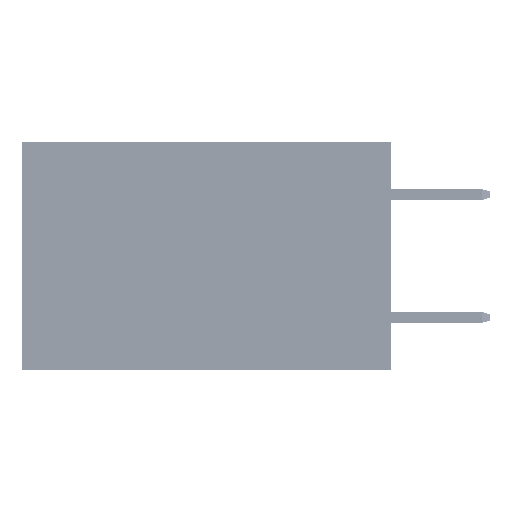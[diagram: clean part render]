
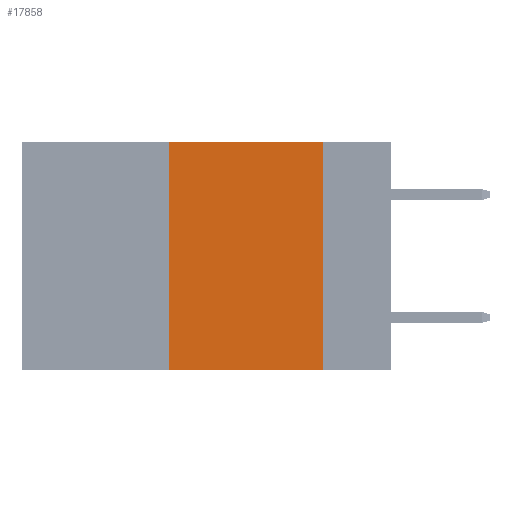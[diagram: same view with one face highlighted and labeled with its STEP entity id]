
A CAD part, left-side view. The second image highlights one B-rep face of the part: STEP entity #17858.
In plain terms, the highlighted planar face has unit normal (-1, 0, 0).
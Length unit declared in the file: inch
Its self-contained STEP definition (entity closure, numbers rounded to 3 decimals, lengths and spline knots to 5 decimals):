
#810 = ORIENTED_EDGE ( 'NONE', *, *, #22032, .F. ) ;
#1416 = VERTEX_POINT ( 'NONE', #27983 ) ;
#2035 = ORIENTED_EDGE ( 'NONE', *, *, #39032, .F. ) ;
#2256 = PLANE ( 'NONE',  #15681 ) ;
#6686 = CARTESIAN_POINT ( 'NONE',  ( 0., 0.6, 0. ) ) ;
#8618 = LINE ( 'NONE', #38844, #47380 ) ;
#10132 = DIRECTION ( 'NONE',  ( 1., 0., 0. ) ) ;
#10190 = DIRECTION ( 'NONE',  ( 0., 0., 1. ) ) ;
#10633 = VERTEX_POINT ( 'NONE', #31694 ) ;
#10645 = VECTOR ( 'NONE', #45388, 39.37008 ) ;
#15681 = AXIS2_PLACEMENT_3D ( 'NONE', #6686, #10132, #44528 ) ;
#17285 = FACE_OUTER_BOUND ( 'NONE', #22364, .T. ) ;
#17858 = ADVANCED_FACE ( 'NONE', ( #17285 ), #2256, .F. ) ;
#18177 = CARTESIAN_POINT ( 'NONE',  ( 0., 0.11, -0.37 ) ) ;
#19960 = ORIENTED_EDGE ( 'NONE', *, *, #22509, .T. ) ;
#21107 = VECTOR ( 'NONE', #43320, 39.37008 ) ;
#21136 = VERTEX_POINT ( 'NONE', #18177 ) ;
#21197 = CARTESIAN_POINT ( 'NONE',  ( 0., 0.6, -0.37 ) ) ;
#21910 = CARTESIAN_POINT ( 'NONE',  ( 0., 0.36, 0. ) ) ;
#22032 = EDGE_CURVE ( 'NONE', #1416, #29548, #32798, .T. ) ;
#22364 = EDGE_LOOP ( 'NONE', ( #2035, #41561, #810, #19960 ) ) ;
#22509 = EDGE_CURVE ( 'NONE', #1416, #21136, #36428, .T. ) ;
#27674 = LINE ( 'NONE', #46358, #10645 ) ;
#27983 = CARTESIAN_POINT ( 'NONE',  ( 0., 0.36, -0.37 ) ) ;
#29548 = VERTEX_POINT ( 'NONE', #21910 ) ;
#31694 = CARTESIAN_POINT ( 'NONE',  ( 0., 0.11, 0. ) ) ;
#32798 = LINE ( 'NONE', #43856, #45583 ) ;
#36428 = LINE ( 'NONE', #21197, #21107 ) ;
#38844 = CARTESIAN_POINT ( 'NONE',  ( 0., 0.11, 0. ) ) ;
#39032 = EDGE_CURVE ( 'NONE', #10633, #21136, #8618, .T. ) ;
#41260 = EDGE_CURVE ( 'NONE', #29548, #10633, #27674, .T. ) ;
#41561 = ORIENTED_EDGE ( 'NONE', *, *, #41260, .F. ) ;
#43320 = DIRECTION ( 'NONE',  ( 0., -1., 0. ) ) ;
#43856 = CARTESIAN_POINT ( 'NONE',  ( 0., 0.36, 0. ) ) ;
#44528 = DIRECTION ( 'NONE',  ( 0., 0., -1. ) ) ;
#45388 = DIRECTION ( 'NONE',  ( 0., -1., 0. ) ) ;
#45583 = VECTOR ( 'NONE', #10190, 39.37008 ) ;
#46358 = CARTESIAN_POINT ( 'NONE',  ( 0., 0.6, 0. ) ) ;
#46468 = DIRECTION ( 'NONE',  ( 0., 0., -1. ) ) ;
#47380 = VECTOR ( 'NONE', #46468, 39.37008 ) ;
